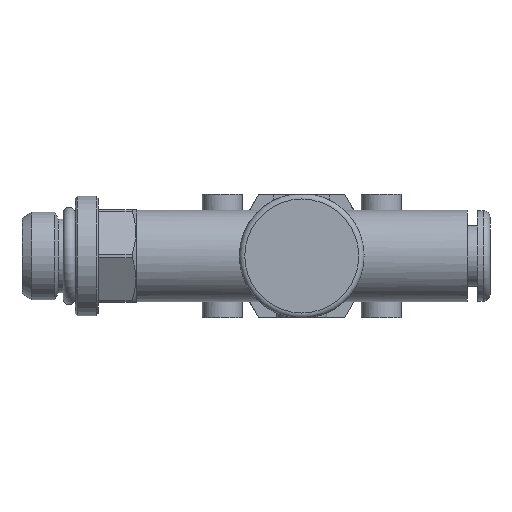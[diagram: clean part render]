
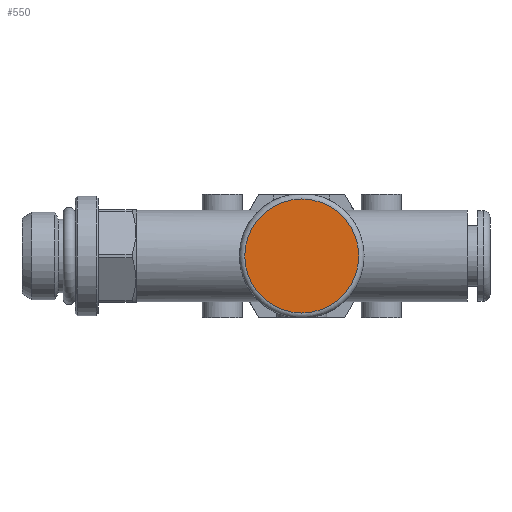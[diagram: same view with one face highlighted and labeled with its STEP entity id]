
A CAD part, front view. The second image highlights one B-rep face of the part: STEP entity #550.
In plain terms, the highlighted planar face has unit normal (0, -1, 0).
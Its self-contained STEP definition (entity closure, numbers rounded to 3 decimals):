
#550 = ADVANCED_FACE( '', ( #1155 ), #1156, .F. );
#1155 = FACE_OUTER_BOUND( '', #1822, .T. );
#1156 = PLANE( '', #1823 );
#1822 = EDGE_LOOP( '', ( #3070 ) );
#1823 = AXIS2_PLACEMENT_3D( '', #3071, #3072, #3073 );
#3070 = ORIENTED_EDGE( '', *, *, #3789, .T. );
#3071 = CARTESIAN_POINT( '', ( 8.6, -9.1, 0. ) );
#3072 = DIRECTION( '', ( 0., 1., 0. ) );
#3073 = DIRECTION( '', ( 0., 0., 1. ) );
#3789 = EDGE_CURVE( '', #4562, #4562, #4563, .T. );
#4562 = VERTEX_POINT( '', #6221 );
#4563 = CIRCLE( '', #6222, 8.6 );
#6221 = CARTESIAN_POINT( '', ( 0., -9.1, -8.6 ) );
#6222 = AXIS2_PLACEMENT_3D( '', #6983, #6984, #6985 );
#6983 = CARTESIAN_POINT( '', ( 0., -9.1, 0. ) );
#6984 = DIRECTION( '', ( 0., -1., 0. ) );
#6985 = DIRECTION( '', ( 0., 0., -1. ) );
